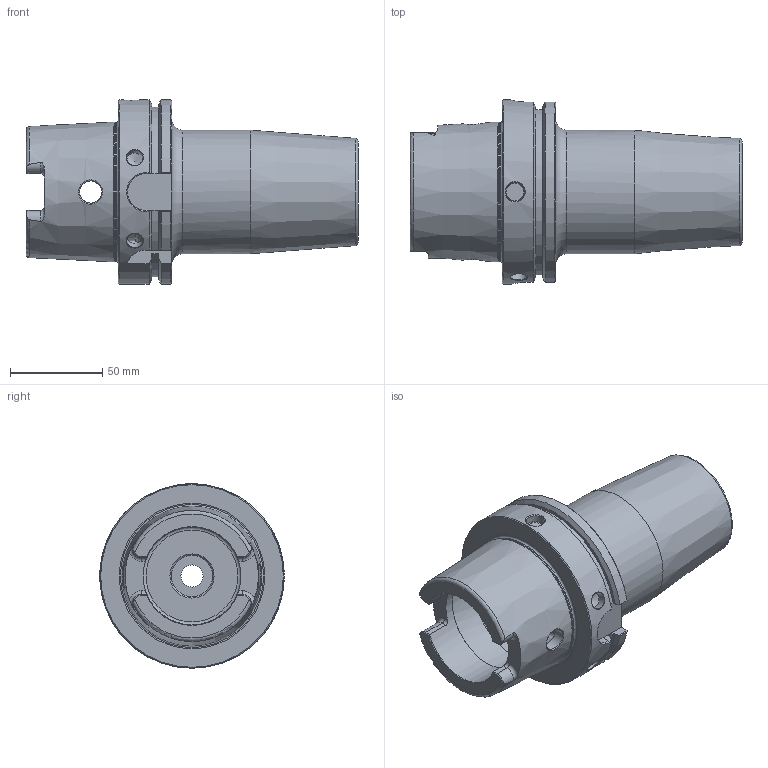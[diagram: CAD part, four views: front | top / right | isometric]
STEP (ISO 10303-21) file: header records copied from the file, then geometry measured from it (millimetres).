
FILE_DESCRIPTION(/* description */ (''),/* implementation_level */ '2;1');
FILE_NAME(/* name */ 'H100A-10SHD512-9C.stp',/* time_stamp */ '2018-06-04T06:52:06-04:00',/* author */ ('dhartman'),/* organization */ (''),/* preprocessor_version */ 'ST-DEVELOPER v17',/* originating_system */ 'Autodesk Inventor 2018',/* authorisation */ '');
FILE_SCHEMA (('AUTOMOTIVE_DESIGN { 1 0 10303 214 3 1 1 }'));
Products named in the file (3): H100A-10SHD512-9C; H100A-10SHD512-9C_1; 029-060
Assembly tree (3 placements, depth 2):
  H100A-10SHD512-9C
    H100A-10SHD512-9C_1
    029-060  x2
Bounding box: 180 x 100 x 100 mm (x, y, z)
Volume: 545370.8 mm3; surface area: 78271.3 mm2
Topology: 3 solids, 3 shells, 171 faces, 494 edges, 332 vertices
Faces by surface type: plane 59, cylinder 49, cone 34, torus 14, bspline 13, sphere 2
Full cylindrical faces by diameter (mm): 3 x4, 3.242 x4, 4 x2, 5 x2, 9 x2, 10 x1, 12 x3, 14.917 x1, 22.377 x1, 25.016 x1, 25.362 x1, 26.124 x1, 53 x2, 63 x1, 67.05 x1, 75.364 x1, 100 x1
Entity records: 7105 total; most frequent: CARTESIAN_POINT 2720, ORIENTED_EDGE 926, DIRECTION 825, EDGE_CURVE 463, AXIS2_PLACEMENT_3D 337, VERTEX_POINT 314, EDGE_LOOP 183, CIRCLE 181
